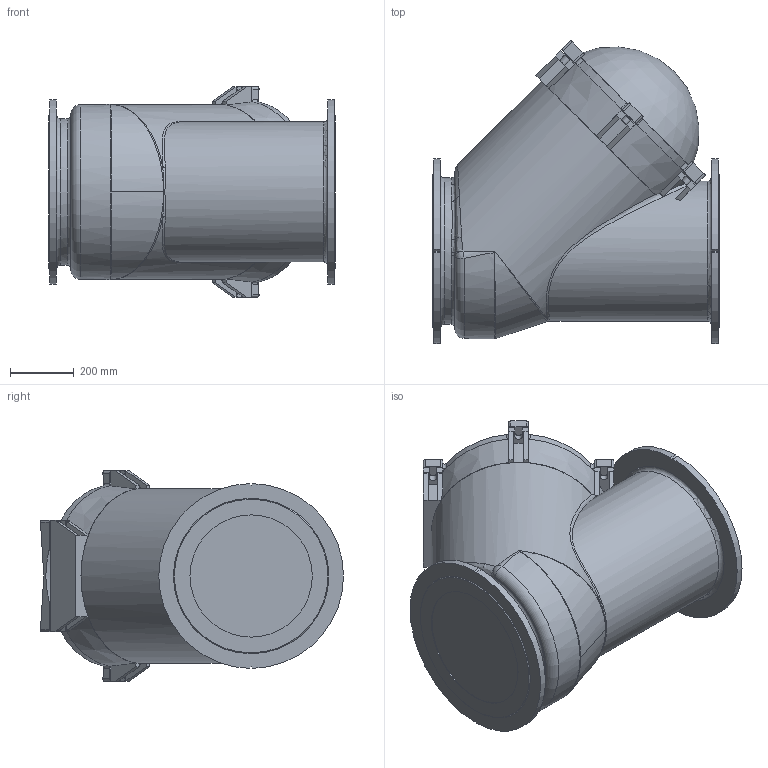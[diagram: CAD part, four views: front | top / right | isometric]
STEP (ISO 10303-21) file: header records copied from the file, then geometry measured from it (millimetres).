
FILE_DESCRIPTION (( 'STEP AP203' ), '1' );
FILE_NAME ('O_53_35_DN400_AA1_step.step', '2016-05-12T06:55:44', ( 'Windows User' ), ( 'AVK' ), 'SwSTEP 2.0', 'SolidWorks 2012', '' );
FILE_SCHEMA (( 'CONFIG_CONTROL_DESIGN' ));
Length unit declared in the file: millimetre
Products named in the file (1): O_53_35_DN400_AA1_step
Bounding box: 900 x 951.28 x 660 mm (x, y, z)
Volume: 268430355.2 mm3; surface area: 2999371 mm2
Topology: 1 solids, 1 shells, 219 faces, 592 edges, 376 vertices
Faces by surface type: plane 133, cylinder 41, bspline 27, cone 9, torus 6, sphere 3
Full cylindrical faces by diameter (mm): 384 x1, 400 x1, 440 x1, 460 x1
Entity records: 10712 total; most frequent: CARTESIAN_POINT 5492, ORIENTED_EDGE 1148, DIRECTION 986, EDGE_CURVE 574, VERTEX_POINT 371, AXIS2_PLACEMENT_3D 344, LINE 298, VECTOR 298
